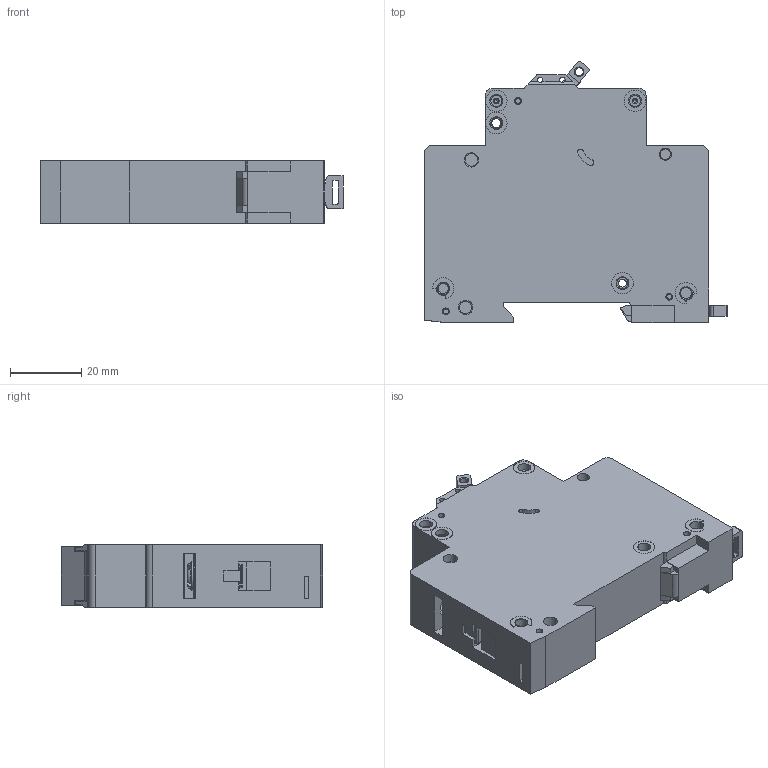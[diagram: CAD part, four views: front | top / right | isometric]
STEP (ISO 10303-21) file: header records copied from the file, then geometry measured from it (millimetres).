
FILE_DESCRIPTION (( 'STEP AP214' ), '1' );
FILE_NAME ('FAZ-D0P5-1-SP.step', '2015-08-06T19:12:34', ( '' ), ( '' ), 'SwSTEP 2.0', 'SolidWorks 2014', '' );
FILE_SCHEMA (( 'AUTOMOTIVE_DESIGN' ));
Length unit declared in the file: millimetre
Products named in the file (1): FAZ-D0P5-1-SP
Bounding box: 84.78 x 73.04 x 17.7 mm (x, y, z)
Volume: 74935.5 mm3; surface area: 19545.2 mm2
Topology: 5 solids, 5 shells, 558 faces, 1358 edges, 869 vertices
Faces by surface type: plane 235, cylinder 202, torus 86, bspline 18, cone 13, sphere 4
Entity records: 16795 total; most frequent: CARTESIAN_POINT 3342, DIRECTION 2927, ORIENTED_EDGE 2708, EDGE_CURVE 1354, AXIS2_PLACEMENT_3D 1118, VERTEX_POINT 869, VECTOR 691, LINE 691
